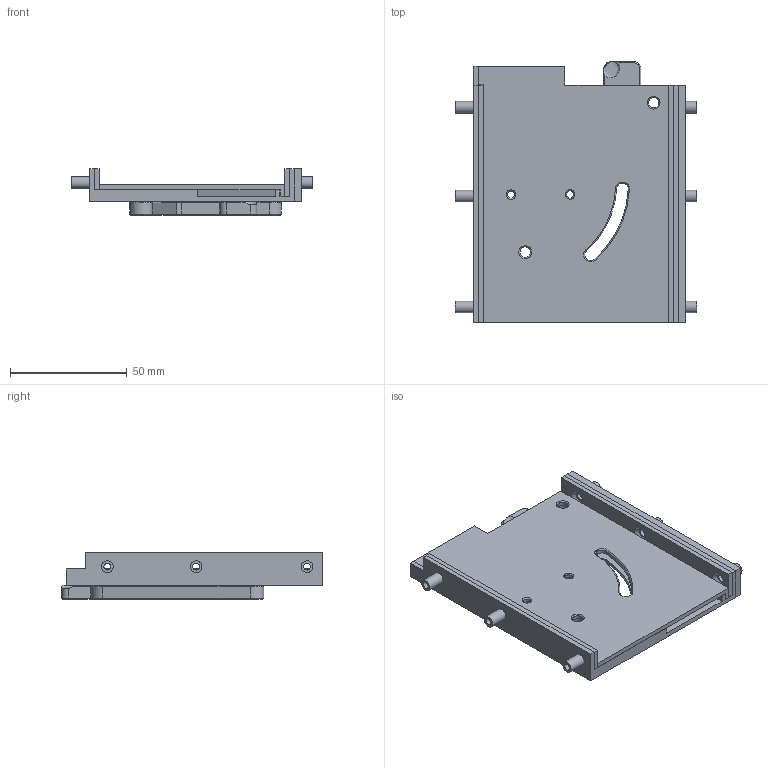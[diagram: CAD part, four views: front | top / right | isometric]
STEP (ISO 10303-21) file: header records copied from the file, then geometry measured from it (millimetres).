
FILE_DESCRIPTION(/* description */ (''),/* implementation_level */ '2;1');
FILE_NAME(/* name */ 'Vewlix Coin Slot - Coin Return Version.step',/* time_stamp */ '2024-09-03T20:36:52-04:00',/* author */ (''),/* organization */ (''),/* preprocessor_version */ 'ST-DEVELOPER v20',/* originating_system */ 'Autodesk Translation Framework v13.14.0.145',/* authorisation */ '');
FILE_SCHEMA (('AUTOMOTIVE_DESIGN { 1 0 10303 214 3 1 1 }'));
Length unit declared in the file: millimetre
Products named in the file (1): Coin Slot
Bounding box: 103.5 x 111.5 x 20 mm (x, y, z)
Volume: 59732.1 mm3; surface area: 59407 mm2
Topology: 12 solids, 12 shells, 260 faces, 644 edges, 409 vertices
Faces by surface type: plane 156, cylinder 60, cone 44
Full cylindrical faces by diameter (mm): 2.9 x6, 3.1 x6, 3.5 x15, 4.5 x7, 5 x6, 7 x1, 10 x2
Entity records: 7790 total; most frequent: DIRECTION 1334, CARTESIAN_POINT 1332, ORIENTED_EDGE 1288, EDGE_CURVE 644, LINE 458, VECTOR 458, AXIS2_PLACEMENT_3D 438, VERTEX_POINT 409
